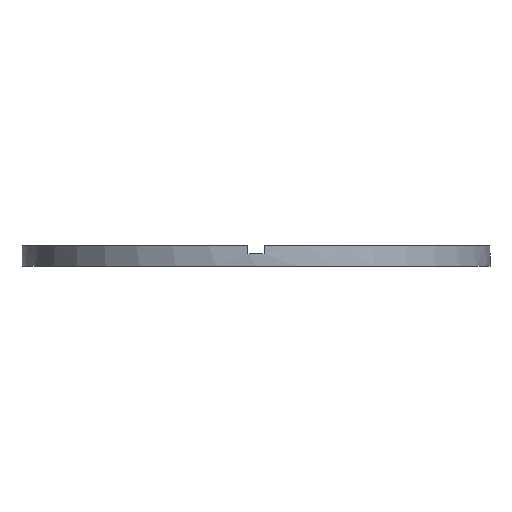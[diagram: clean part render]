
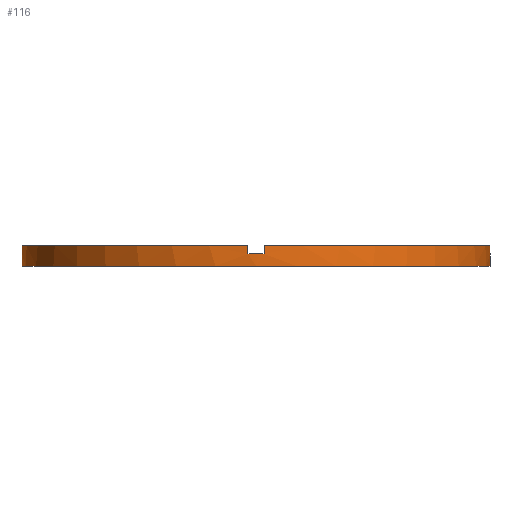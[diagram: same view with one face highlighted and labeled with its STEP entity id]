
A CAD part, front view. The second image highlights one B-rep face of the part: STEP entity #116.
In plain terms, the highlighted cylindrical face has radius 29 mm (diameter 58 mm), a partial arc.
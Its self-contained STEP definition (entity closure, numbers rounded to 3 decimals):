
#7 = ORIENTED_EDGE ( 'NONE', *, *, #596, .F. ) ;
#11 = DIRECTION ( 'NONE',  ( 0., 0., -1. ) ) ;
#37 = CARTESIAN_POINT ( 'NONE',  ( 29., 0., 2.5 ) ) ;
#41 = CARTESIAN_POINT ( 'NONE',  ( 28.983, -1., 1.5 ) ) ;
#42 = CARTESIAN_POINT ( 'NONE',  ( 0., 0., 2.5 ) ) ;
#43 = VERTEX_POINT ( 'NONE', #41 ) ;
#49 = DIRECTION ( 'NONE',  ( 0., 0., 1. ) ) ;
#51 = VERTEX_POINT ( 'NONE', #469 ) ;
#62 = VERTEX_POINT ( 'NONE', #573 ) ;
#70 = ORIENTED_EDGE ( 'NONE', *, *, #767, .T. ) ;
#79 = ORIENTED_EDGE ( 'NONE', *, *, #333, .F. ) ;
#80 = CARTESIAN_POINT ( 'NONE',  ( 29., 0., 1.5 ) ) ;
#89 = FACE_OUTER_BOUND ( 'NONE', #223, .T. ) ;
#93 = ORIENTED_EDGE ( 'NONE', *, *, #783, .T. ) ;
#109 = LINE ( 'NONE', #467, #386 ) ;
#111 = DIRECTION ( 'NONE',  ( 1., 0., 0. ) ) ;
#116 = ADVANCED_FACE ( 'NONE', ( #89 ), #150, .T. ) ;
#131 = CIRCLE ( 'NONE', #509, 29. ) ;
#147 = EDGE_CURVE ( 'NONE', #466, #62, #653, .T. ) ;
#150 = CYLINDRICAL_SURFACE ( 'NONE', #590, 29. ) ;
#155 = CARTESIAN_POINT ( 'NONE',  ( -1., -28.983, 2.5 ) ) ;
#173 = VECTOR ( 'NONE', #339, 1000. ) ;
#182 = VECTOR ( 'NONE', #614, 1000. ) ;
#183 = CIRCLE ( 'NONE', #243, 29. ) ;
#206 = VERTEX_POINT ( 'NONE', #285 ) ;
#210 = DIRECTION ( 'NONE',  ( 1., 0., 0. ) ) ;
#222 = EDGE_CURVE ( 'NONE', #206, #454, #131, .T. ) ;
#223 = EDGE_LOOP ( 'NONE', ( #79, #531, #70, #594, #299, #7, #313, #597, #283, #337, #93, #589 ) ) ;
#231 = DIRECTION ( 'NONE',  ( -1., 0., 0. ) ) ;
#243 = AXIS2_PLACEMENT_3D ( 'NONE', #297, #367, #483 ) ;
#262 = DIRECTION ( 'NONE',  ( 1., 0., 0. ) ) ;
#264 = DIRECTION ( 'NONE',  ( 0., 0., -1. ) ) ;
#265 = AXIS2_PLACEMENT_3D ( 'NONE', #317, #684, #210 ) ;
#275 = DIRECTION ( 'NONE',  ( 0., 0., -1. ) ) ;
#283 = ORIENTED_EDGE ( 'NONE', *, *, #696, .T. ) ;
#285 = CARTESIAN_POINT ( 'NONE',  ( -29., 0., 1.5 ) ) ;
#287 = VERTEX_POINT ( 'NONE', #80 ) ;
#296 = VERTEX_POINT ( 'NONE', #626 ) ;
#297 = CARTESIAN_POINT ( 'NONE',  ( 0., 0., 1.5 ) ) ;
#299 = ORIENTED_EDGE ( 'NONE', *, *, #702, .T. ) ;
#305 = VERTEX_POINT ( 'NONE', #407 ) ;
#313 = ORIENTED_EDGE ( 'NONE', *, *, #583, .T. ) ;
#317 = CARTESIAN_POINT ( 'NONE',  ( 0., 0., 1.5 ) ) ;
#328 = DIRECTION ( 'NONE',  ( 0., 0., 1. ) ) ;
#333 = EDGE_CURVE ( 'NONE', #287, #572, #648, .T. ) ;
#336 = CARTESIAN_POINT ( 'NONE',  ( 0., 0., 2.5 ) ) ;
#337 = ORIENTED_EDGE ( 'NONE', *, *, #222, .F. ) ;
#339 = DIRECTION ( 'NONE',  ( 0., 0., -1. ) ) ;
#349 = DIRECTION ( 'NONE',  ( 0., 0., 1. ) ) ;
#367 = DIRECTION ( 'NONE',  ( 0., 0., 1. ) ) ;
#376 = LINE ( 'NONE', #638, #645 ) ;
#386 = VECTOR ( 'NONE', #264, 1000. ) ;
#407 = CARTESIAN_POINT ( 'NONE',  ( -1., -28.983, 2.5 ) ) ;
#423 = VECTOR ( 'NONE', #11, 1000. ) ;
#425 = CIRCLE ( 'NONE', #265, 29. ) ;
#437 = LINE ( 'NONE', #155, #182 ) ;
#454 = VERTEX_POINT ( 'NONE', #731 ) ;
#455 = DIRECTION ( 'NONE',  ( 1., 0., 0. ) ) ;
#456 = CARTESIAN_POINT ( 'NONE',  ( -28.983, -1., 2.5 ) ) ;
#460 = DIRECTION ( 'NONE',  ( 0., 0., -1. ) ) ;
#463 = CARTESIAN_POINT ( 'NONE',  ( 0., 0., 0. ) ) ;
#466 = VERTEX_POINT ( 'NONE', #678 ) ;
#467 = CARTESIAN_POINT ( 'NONE',  ( -29., 0., 2.5 ) ) ;
#469 = CARTESIAN_POINT ( 'NONE',  ( -1., -28.983, 1.5 ) ) ;
#483 = DIRECTION ( 'NONE',  ( 1., 0., 0. ) ) ;
#487 = CARTESIAN_POINT ( 'NONE',  ( -28.983, -1., 2.5 ) ) ;
#509 = AXIS2_PLACEMENT_3D ( 'NONE', #602, #660, #723 ) ;
#531 = ORIENTED_EDGE ( 'NONE', *, *, #633, .F. ) ;
#563 = VERTEX_POINT ( 'NONE', #487 ) ;
#571 = VERTEX_POINT ( 'NONE', #733 ) ;
#572 = VERTEX_POINT ( 'NONE', #780 ) ;
#573 = CARTESIAN_POINT ( 'NONE',  ( 28.983, -1., 2.5 ) ) ;
#583 = EDGE_CURVE ( 'NONE', #51, #305, #437, .T. ) ;
#589 = ORIENTED_EDGE ( 'NONE', *, *, #721, .T. ) ;
#590 = AXIS2_PLACEMENT_3D ( 'NONE', #709, #460, #231 ) ;
#594 = ORIENTED_EDGE ( 'NONE', *, *, #147, .F. ) ;
#596 = EDGE_CURVE ( 'NONE', #51, #571, #425, .T. ) ;
#597 = ORIENTED_EDGE ( 'NONE', *, *, #776, .F. ) ;
#602 = CARTESIAN_POINT ( 'NONE',  ( 0., 0., 1.5 ) ) ;
#614 = DIRECTION ( 'NONE',  ( 0., 0., 1. ) ) ;
#624 = CIRCLE ( 'NONE', #719, 29. ) ;
#626 = CARTESIAN_POINT ( 'NONE',  ( -29., 0., 0. ) ) ;
#631 = DIRECTION ( 'NONE',  ( 0., 0., 1. ) ) ;
#633 = EDGE_CURVE ( 'NONE', #43, #287, #183, .T. ) ;
#637 = CIRCLE ( 'NONE', #710, 29. ) ;
#638 = CARTESIAN_POINT ( 'NONE',  ( 28.983, -1., 2.5 ) ) ;
#645 = VECTOR ( 'NONE', #328, 1000. ) ;
#648 = LINE ( 'NONE', #37, #661 ) ;
#653 = CIRCLE ( 'NONE', #736, 29. ) ;
#660 = DIRECTION ( 'NONE',  ( 0., 0., 1. ) ) ;
#661 = VECTOR ( 'NONE', #275, 1000. ) ;
#678 = CARTESIAN_POINT ( 'NONE',  ( 1., -28.983, 2.5 ) ) ;
#681 = LINE ( 'NONE', #746, #173 ) ;
#684 = DIRECTION ( 'NONE',  ( 0., 0., 1. ) ) ;
#696 = EDGE_CURVE ( 'NONE', #563, #454, #700, .T. ) ;
#700 = LINE ( 'NONE', #456, #423 ) ;
#702 = EDGE_CURVE ( 'NONE', #466, #571, #681, .T. ) ;
#709 = CARTESIAN_POINT ( 'NONE',  ( 0., 0., 2.5 ) ) ;
#710 = AXIS2_PLACEMENT_3D ( 'NONE', #463, #631, #262 ) ;
#719 = AXIS2_PLACEMENT_3D ( 'NONE', #336, #349, #455 ) ;
#721 = EDGE_CURVE ( 'NONE', #296, #572, #637, .T. ) ;
#723 = DIRECTION ( 'NONE',  ( 1., 0., 0. ) ) ;
#731 = CARTESIAN_POINT ( 'NONE',  ( -28.983, -1., 1.5 ) ) ;
#733 = CARTESIAN_POINT ( 'NONE',  ( 1., -28.983, 1.5 ) ) ;
#736 = AXIS2_PLACEMENT_3D ( 'NONE', #42, #49, #111 ) ;
#746 = CARTESIAN_POINT ( 'NONE',  ( 1., -28.983, 2.5 ) ) ;
#767 = EDGE_CURVE ( 'NONE', #43, #62, #376, .T. ) ;
#776 = EDGE_CURVE ( 'NONE', #563, #305, #624, .T. ) ;
#780 = CARTESIAN_POINT ( 'NONE',  ( 29., 0., 0. ) ) ;
#783 = EDGE_CURVE ( 'NONE', #206, #296, #109, .T. ) ;
